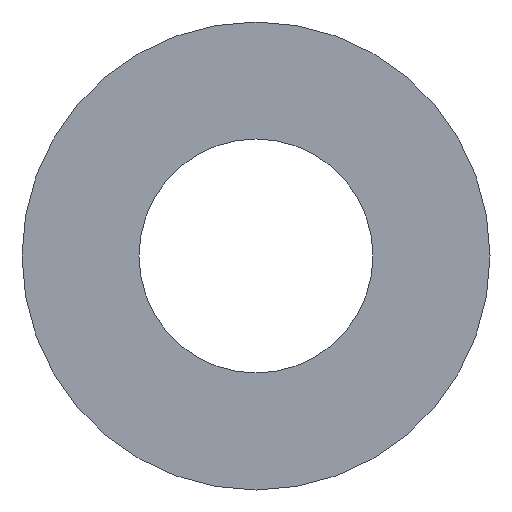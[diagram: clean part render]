
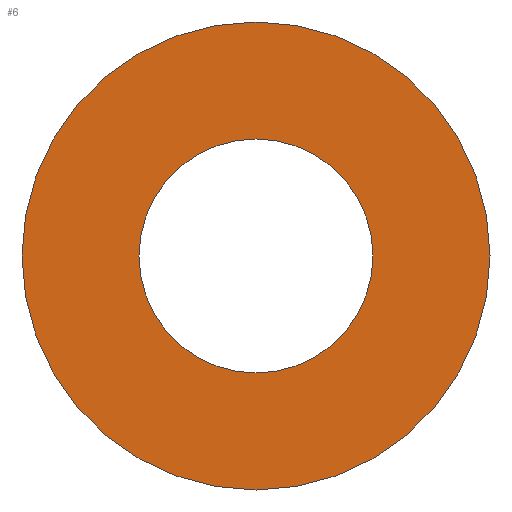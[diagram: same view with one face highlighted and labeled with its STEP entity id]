
A CAD part, front view. The second image highlights one B-rep face of the part: STEP entity #6.
In plain terms, the highlighted planar face has unit normal (0, -1, 0).
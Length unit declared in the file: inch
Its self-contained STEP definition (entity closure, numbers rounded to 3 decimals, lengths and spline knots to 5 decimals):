
#6 = ADVANCED_FACE ( 'NONE', ( #77, #83 ), #141, .F. ) ;
#7 = ORIENTED_EDGE ( 'NONE', *, *, #8, .F. ) ;
#8 = EDGE_CURVE ( 'NONE', #22, #18, #81, .T. ) ;
#12 = EDGE_LOOP ( 'NONE', ( #7, #45 ) ) ;
#18 = VERTEX_POINT ( 'NONE', #113 ) ;
#21 = EDGE_CURVE ( 'NONE', #18, #22, #111, .T. ) ;
#22 = VERTEX_POINT ( 'NONE', #106 ) ;
#32 = ORIENTED_EDGE ( 'NONE', *, *, #44, .T. ) ;
#35 = ORIENTED_EDGE ( 'NONE', *, *, #60, .T. ) ;
#43 = EDGE_LOOP ( 'NONE', ( #35, #32 ) ) ;
#44 = EDGE_CURVE ( 'NONE', #56, #61, #134, .T. ) ;
#45 = ORIENTED_EDGE ( 'NONE', *, *, #21, .F. ) ;
#56 = VERTEX_POINT ( 'NONE', #170 ) ;
#60 = EDGE_CURVE ( 'NONE', #61, #56, #157, .T. ) ;
#61 = VERTEX_POINT ( 'NONE', #153 ) ;
#66 = DIRECTION ( 'NONE',  ( 0., 0., 1. ) ) ;
#77 = FACE_OUTER_BOUND ( 'NONE', #12, .T. ) ;
#78 = DIRECTION ( 'NONE',  ( 0., 1., 0. ) ) ;
#79 = CARTESIAN_POINT ( 'NONE',  ( 0., -0.0625, 0. ) ) ;
#80 = AXIS2_PLACEMENT_3D ( 'NONE', #79, #78, #118 ) ;
#81 = CIRCLE ( 'NONE', #80, 0.25 ) ;
#83 = FACE_BOUND ( 'NONE', #43, .T. ) ;
#86 = CARTESIAN_POINT ( 'NONE',  ( 0., -0.0625, 0. ) ) ;
#106 = CARTESIAN_POINT ( 'NONE',  ( 0., -0.0625, -0.25 ) ) ;
#107 = DIRECTION ( 'NONE',  ( 0., 0., 1. ) ) ;
#108 = DIRECTION ( 'NONE',  ( 0., 1., 0. ) ) ;
#109 = CARTESIAN_POINT ( 'NONE',  ( 0., -0.0625, 0. ) ) ;
#110 = AXIS2_PLACEMENT_3D ( 'NONE', #109, #108, #107 ) ;
#111 = CIRCLE ( 'NONE', #110, 0.25 ) ;
#113 = CARTESIAN_POINT ( 'NONE',  ( 0., -0.0625, 0.25 ) ) ;
#118 = DIRECTION ( 'NONE',  ( 0., 0., 1. ) ) ;
#131 = DIRECTION ( 'NONE',  ( 0., 0., 1. ) ) ;
#132 = DIRECTION ( 'NONE',  ( 0., 1., 0. ) ) ;
#133 = AXIS2_PLACEMENT_3D ( 'NONE', #86, #132, #131 ) ;
#134 = CIRCLE ( 'NONE', #133, 0.125 ) ;
#138 = DIRECTION ( 'NONE',  ( 0., 1., 0. ) ) ;
#139 = CARTESIAN_POINT ( 'NONE',  ( 0., -0.0625, 0. ) ) ;
#140 = AXIS2_PLACEMENT_3D ( 'NONE', #139, #138, #66 ) ;
#141 = PLANE ( 'NONE',  #140 ) ;
#153 = CARTESIAN_POINT ( 'NONE',  ( 0., -0.0625, -0.125 ) ) ;
#154 = DIRECTION ( 'NONE',  ( 0., 0., 1. ) ) ;
#155 = DIRECTION ( 'NONE',  ( 0., 1., 0. ) ) ;
#156 = AXIS2_PLACEMENT_3D ( 'NONE', #163, #155, #154 ) ;
#157 = CIRCLE ( 'NONE', #156, 0.125 ) ;
#163 = CARTESIAN_POINT ( 'NONE',  ( 0., -0.0625, 0. ) ) ;
#170 = CARTESIAN_POINT ( 'NONE',  ( 0., -0.0625, 0.125 ) ) ;
